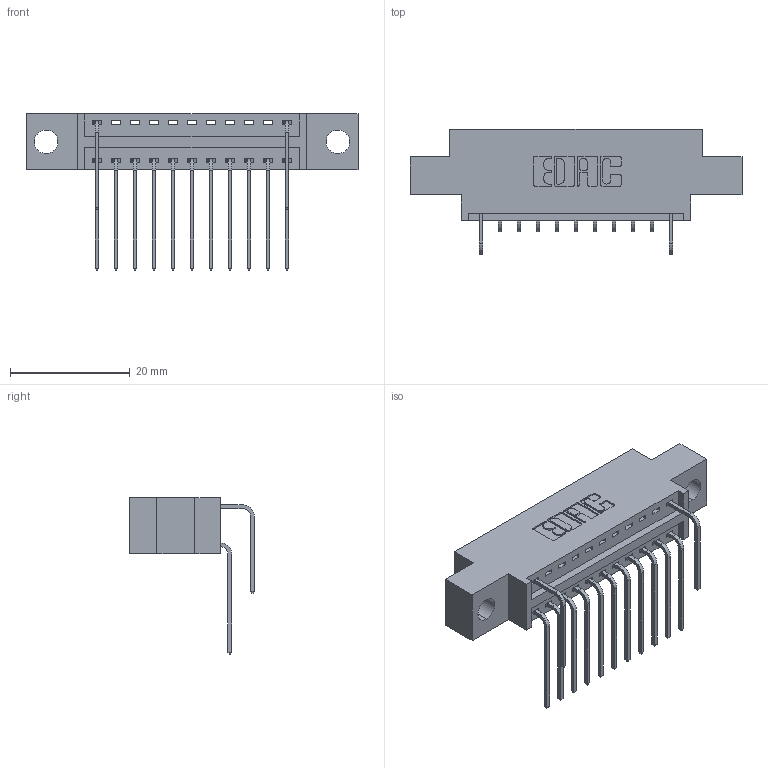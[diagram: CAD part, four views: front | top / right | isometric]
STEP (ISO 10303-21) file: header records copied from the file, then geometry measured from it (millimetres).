
FILE_DESCRIPTION (( 'STEP AP203' ), '1' );
FILE_NAME ('346-022-559-804.STEP', '2018-08-21T01:24:32', ( '' ), ( '' ), 'SwSTEP 2.0', 'SolidWorks 2016', '' );
FILE_SCHEMA (( 'CONFIG_CONTROL_DESIGN' ));
Length unit declared in the file: inch
Products named in the file (4): 346 Part_0.170 Offset - 0.156 Dia-TH; 345-292-001_558 559 Tail - 1; 345-292-001_559 Tail - 2; 346-022-559-804
Assembly tree (14 placements, depth 2):
  346-022-559-804
    346 Part_0.170 Offset - 0.156 Dia-TH
    345-292-001_558 559 Tail - 1  x11
    345-292-001_559 Tail - 2  x2
Bounding box: 55.5 x 20.89 x 26.16 mm (x, y, z)
Volume: 4922.6 mm3; surface area: 6164.9 mm2
Topology: 14 solids, 14 shells, 882 faces, 2623 edges, 1730 vertices
Faces by surface type: plane 606, cylinder 276
Entity records: 12983 total; most frequent: CARTESIAN_POINT 2274, ORIENTED_EDGE 2166, DIRECTION 2017, EDGE_CURVE 1083, VECTOR 867, LINE 867, VERTEX_POINT 718, AXIS2_PLACEMENT_3D 575
